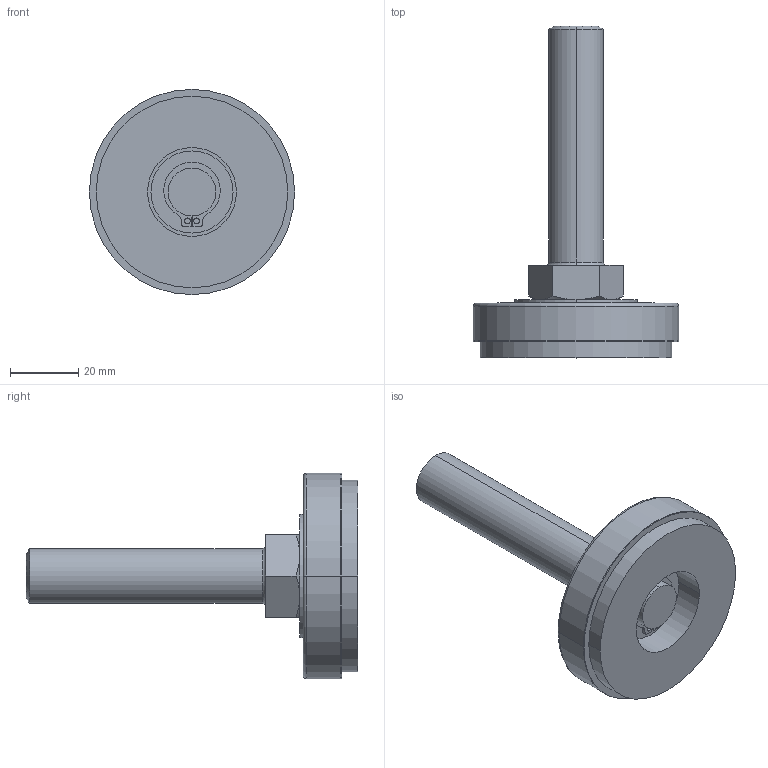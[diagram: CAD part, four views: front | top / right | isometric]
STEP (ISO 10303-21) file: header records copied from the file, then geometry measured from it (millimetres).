
FILE_DESCRIPTION (( 'STEP AP203' ), '1' );
FILE_NAME ('KC-1280-2.STEP', '2009-07-28T02:11:55', ( ' ' ), ( ' ' ), 'SwSTEP 2.0', 'SolidWorks 2007', '' );
FILE_SCHEMA (( 'CONFIG_CONTROL_DESIGN' ));
Length unit declared in the file: millimetre
Products named in the file (7): KC-1280-1乣2僇僶乕__棉太倌; KC-1280-0乣2僑儉懌__棉太倌; KC-1280-0乣2儚僢僔儍乕__棉太倌; 儚僢僔儍乕M14彫宍娵_棉太倌; KC-1280-2儃儖僩__棉太倌; KC-1280-2; φ14用C型止め輪（外部）_JIS B 2804 Shaft use 14
Assembly tree (6 placements, depth 2):
  KC-1280-2
    φ14用C型止め輪（外部）_JIS B 2804 Shaft use 14
    KC-1280-0乣2僑儉懌__棉太倌
    KC-1280-2儃儖僩__棉太倌
    儚僢僔儍乕M14彫宍娵_棉太倌
    KC-1280-1乣2僇僶乕__棉太倌
    KC-1280-0乣2儚僢僔儍乕__棉太倌
Bounding box: 60 x 97 x 60 mm (x, y, z)
Volume: 59624 mm3; surface area: 26954.4 mm2
Topology: 6 solids, 6 shells, 98 faces, 214 edges, 138 vertices
Faces by surface type: cylinder 50, plane 34, cone 8, torus 6
Entity records: 3539 total; most frequent: DIRECTION 536, CARTESIAN_POINT 531, ORIENTED_EDGE 428, AXIS2_PLACEMENT_3D 227, EDGE_CURVE 214, VERTEX_POINT 138, CIRCLE 120, EDGE_LOOP 120
